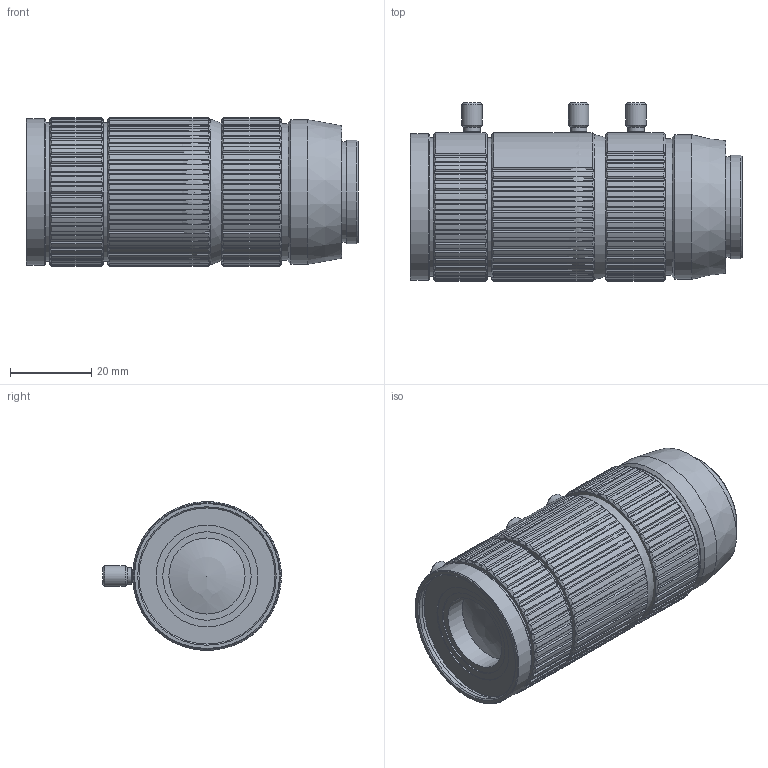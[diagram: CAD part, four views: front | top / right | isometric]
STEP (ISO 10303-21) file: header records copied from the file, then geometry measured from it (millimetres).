
FILE_DESCRIPTION(/* description */ ('Unknown'),/* implementation_level */ '2;1');
FILE_NAME(/* name */ 'MLM-3XMP_210601',/* time_stamp */ '2021-06-04T09:06:00+09:00',/* author */ ('Unknown'),/* organization */ ('Unknown'),/* preprocessor_version */ 'ST-DEVELOPER v16.7',/* originating_system */ 'DEX',/* authorisation */ $);
FILE_SCHEMA (('AUTOMOTIVE_DESIGN {1 0 10303 214 3 1 1}'));
Length unit declared in the file: millimetre
Products named in the file (1): MLM-3XMP_210601
Bounding box: 81.5 x 43.85 x 36.5 mm (x, y, z)
Volume: 100143.9 mm3; surface area: 17818.4 mm2
Topology: 1 solids, 1 shells, 473 faces, 1349 edges, 894 vertices
Faces by surface type: plane 259, cylinder 190, cone 21, sphere 2, torus 1
Full cylindrical faces by diameter (mm): 2.2 x3, 4 x3, 5 x3, 18.7 x1, 21.7 x1, 23 x1, 24.6 x1, 25 x1, 25.4 x1, 32.9 x1, 33.4 x1, 33.6 x1, 33.9 x2, 34 x1, 35.5 x1, 36 x1
Entity records: 18947 total; most frequent: CARTESIAN_POINT 3087, DIRECTION 2836, ORIENTED_EDGE 2580, EDGE_CURVE 1290, AXIS2_PLACEMENT_3D 1216, VERTEX_POINT 881, CIRCLE 742, FACE_BOUND 539
